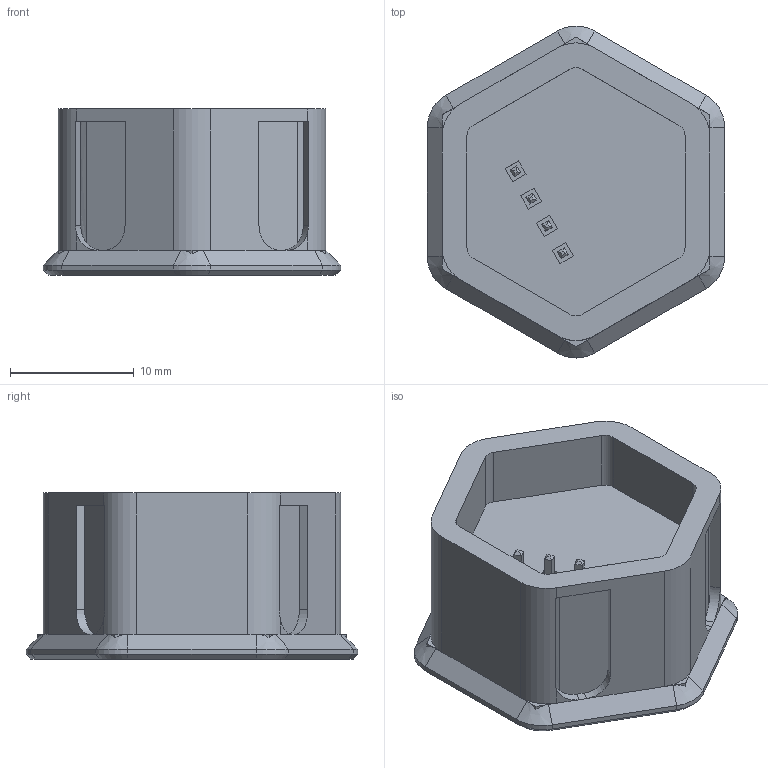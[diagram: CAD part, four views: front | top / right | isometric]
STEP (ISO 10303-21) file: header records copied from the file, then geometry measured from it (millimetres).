
FILE_DESCRIPTION(/* description */ (''),/* implementation_level */ '2;1');
FILE_NAME(/* name */ 'jst_xhp_skirt_button.step',/* time_stamp */ '2022-09-03T12:59:31+12:00',/* author */ (''),/* organization */ (''),/* preprocessor_version */ 'ST-DEVELOPER v19',/* originating_system */ 'Autodesk Translation Framework v11.7.0.108',/* authorisation */ '');
FILE_SCHEMA (('AUTOMOTIVE_DESIGN { 1 0 10303 214 3 1 1 }'));
Length unit declared in the file: millimetre
Products named in the file (2): skirt_button_jst_xhp; JST XH 4 B4B-XH-A
Assembly tree (1 placements, depth 2):
  skirt_button_jst_xhp
    JST XH 4 B4B-XH-A
Bounding box: 24 x 26.78 x 13.4 mm (x, y, z)
Volume: 3697.5 mm3; surface area: 3271.7 mm2
Topology: 2 solids, 2 shells, 268 faces, 674 edges, 420 vertices
Faces by surface type: plane 222, cylinder 30, cone 12, bspline 4
Entity records: 8113 total; most frequent: CARTESIAN_POINT 1583, ORIENTED_EDGE 1348, DIRECTION 1254, EDGE_CURVE 674, LINE 580, VECTOR 580, VERTEX_POINT 420, AXIS2_PLACEMENT_3D 337
